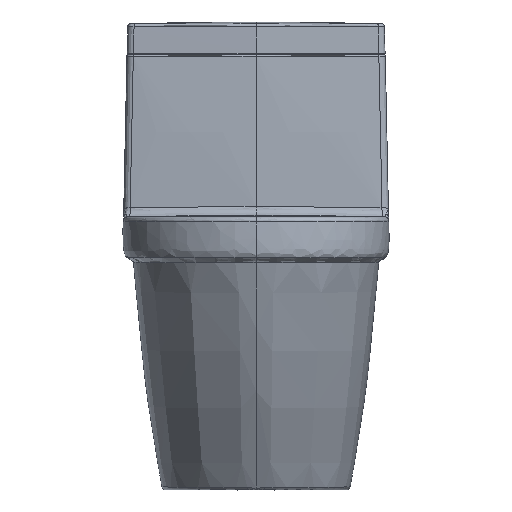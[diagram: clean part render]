
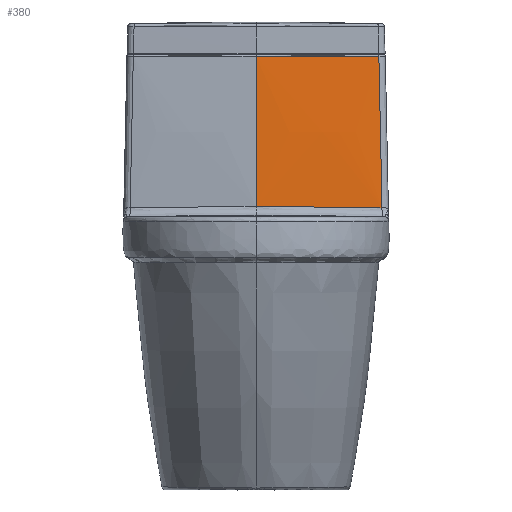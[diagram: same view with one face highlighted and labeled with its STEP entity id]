
A CAD part, front view. The second image highlights one B-rep face of the part: STEP entity #380.
In plain terms, the highlighted free-form (B-spline) face has degree [3, 2] with [13, 3] control points.
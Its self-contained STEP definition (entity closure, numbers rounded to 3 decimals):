
#380=ADVANCED_FACE('',(#736),#598,.F.);
#598=B_SPLINE_SURFACE_WITH_KNOTS('',3,2,((#15347,#15348,#15349),(#15350,
#15351,#15352),(#15353,#15354,#15355),(#15356,#15357,#15358),(#15359,#15360,
#15361),(#15362,#15363,#15364),(#15365,#15366,#15367),(#15368,#15369,#15370),
(#15371,#15372,#15373),(#15374,#15375,#15376),(#15377,#15378,#15379),(#15380,
#15381,#15382),(#15383,#15384,#15385)),.UNSPECIFIED.,.F.,.F.,.F.,(4,1,1,
1,1,1,1,1,1,1,4),(3,3),(0.,0.25,0.5,0.625,0.75,0.875,0.938,0.969,0.984,
0.992,1.),(0.,1.),.UNSPECIFIED.);
#736=FACE_OUTER_BOUND('',#988,.T.);
#988=EDGE_LOOP('',(#1571,#1572,#1573,#1574));
#1571=ORIENTED_EDGE('',*,*,#3149,.F.);
#1572=ORIENTED_EDGE('',*,*,#3150,.T.);
#1573=ORIENTED_EDGE('',*,*,#3151,.T.);
#1574=ORIENTED_EDGE('',*,*,#3117,.F.);
#2643=VERTEX_POINT('',#14689);
#2644=VERTEX_POINT('',#14694);
#2664=VERTEX_POINT('',#15328);
#2665=VERTEX_POINT('',#15333);
#3117=EDGE_CURVE('',#2643,#2644,#3767,.T.);
#3149=EDGE_CURVE('',#2664,#2643,#3794,.T.);
#3150=EDGE_CURVE('',#2664,#2665,#3795,.T.);
#3151=EDGE_CURVE('',#2665,#2644,#3796,.T.);
#3767=B_SPLINE_CURVE_WITH_KNOTS('',3,(#14690,#14691,#14692,#14693),
 .UNSPECIFIED.,.F.,.F.,(4,4),(0.,1.),.UNSPECIFIED.);
#3794=B_SPLINE_CURVE_WITH_KNOTS('',2,(#15325,#15326,#15327),
 .UNSPECIFIED.,.F.,.F.,(3,3),(0.,1.),.UNSPECIFIED.);
#3795=B_SPLINE_CURVE_WITH_KNOTS('',3,(#15329,#15330,#15331,#15332),
 .UNSPECIFIED.,.F.,.F.,(4,4),(0.,1.),.UNSPECIFIED.);
#3796=B_SPLINE_CURVE_WITH_KNOTS('',3,(#15334,#15335,#15336,#15337,#15338,
#15339,#15340,#15341,#15342,#15343,#15344,#15345,#15346),.UNSPECIFIED.,
 .F.,.F.,(4,3,3,3,4),(0.,0.101,0.48,0.859,
1.),.UNSPECIFIED.);
#14689=CARTESIAN_POINT('',(0.,-153.108,221.019));
#14690=CARTESIAN_POINT('',(0.,-153.108,221.019));
#14691=CARTESIAN_POINT('',(57.786,-153.108,221.019));
#14692=CARTESIAN_POINT('',(115.556,-150.195,221.02));
#14693=CARTESIAN_POINT('',(173.052,-144.408,221.019));
#14694=CARTESIAN_POINT('',(173.052,-144.408,221.019));
#15325=CARTESIAN_POINT('',(0.,-157.829,-11.364));
#15326=CARTESIAN_POINT('',(0.,-155.697,110.812));
#15327=CARTESIAN_POINT('',(0.,-152.829,232.973));
#15328=CARTESIAN_POINT('',(0.,-157.461,9.441));
#15329=CARTESIAN_POINT('',(0.,-157.461,9.441));
#15330=CARTESIAN_POINT('',(59.273,-157.461,9.441));
#15331=CARTESIAN_POINT('',(118.528,-154.44,8.774));
#15332=CARTESIAN_POINT('',(177.474,-148.368,7.452));
#15333=CARTESIAN_POINT('',(177.475,-148.368,7.447));
#15334=CARTESIAN_POINT('',(177.475,-148.368,7.442));
#15335=CARTESIAN_POINT('',(177.326,-148.254,14.639));
#15336=CARTESIAN_POINT('',(177.177,-148.137,21.837));
#15337=CARTESIAN_POINT('',(177.028,-148.019,29.034));
#15338=CARTESIAN_POINT('',(176.47,-147.577,56.006));
#15339=CARTESIAN_POINT('',(175.911,-147.107,82.976));
#15340=CARTESIAN_POINT('',(175.353,-146.61,109.947));
#15341=CARTESIAN_POINT('',(174.794,-146.112,136.917));
#15342=CARTESIAN_POINT('',(174.235,-145.588,163.887));
#15343=CARTESIAN_POINT('',(173.676,-145.036,190.856));
#15344=CARTESIAN_POINT('',(173.468,-144.83,200.911));
#15345=CARTESIAN_POINT('',(173.26,-144.621,210.965));
#15346=CARTESIAN_POINT('',(173.052,-144.408,221.019));
#15347=CARTESIAN_POINT('',(0.,-152.829,232.973));
#15348=CARTESIAN_POINT('',(0.,-155.697,110.812));
#15349=CARTESIAN_POINT('',(0.,-157.829,-11.364));
#15350=CARTESIAN_POINT('',(15.602,-152.829,232.973));
#15351=CARTESIAN_POINT('',(15.607,-155.697,110.812));
#15352=CARTESIAN_POINT('',(15.605,-157.829,-11.364));
#15353=CARTESIAN_POINT('',(46.806,-152.408,232.973));
#15354=CARTESIAN_POINT('',(46.82,-155.276,110.812));
#15355=CARTESIAN_POINT('',(46.815,-157.409,-11.364));
#15356=CARTESIAN_POINT('',(85.783,-150.825,232.973));
#15357=CARTESIAN_POINT('',(85.809,-153.694,110.812));
#15358=CARTESIAN_POINT('',(85.798,-155.829,-11.364));
#15359=CARTESIAN_POINT('',(116.929,-148.921,232.973));
#15360=CARTESIAN_POINT('',(116.965,-151.793,110.812));
#15361=CARTESIAN_POINT('',(116.951,-153.932,-11.364));
#15362=CARTESIAN_POINT('',(140.267,-147.174,232.973));
#15363=CARTESIAN_POINT('',(140.31,-150.05,110.812));
#15364=CARTESIAN_POINT('',(140.294,-152.191,-11.364));
#15365=CARTESIAN_POINT('',(159.695,-145.458,232.973));
#15366=CARTESIAN_POINT('',(159.743,-148.332,110.812));
#15367=CARTESIAN_POINT('',(159.724,-150.475,-11.364));
#15368=CARTESIAN_POINT('',(173.28,-144.109,232.973));
#15369=CARTESIAN_POINT('',(173.333,-146.99,110.812));
#15370=CARTESIAN_POINT('',(173.313,-149.135,-11.364));
#15371=CARTESIAN_POINT('',(180.07,-143.412,232.973));
#15372=CARTESIAN_POINT('',(180.125,-146.284,110.811));
#15373=CARTESIAN_POINT('',(180.103,-148.43,-11.364));
#15374=CARTESIAN_POINT('',(183.463,-143.036,232.973));
#15375=CARTESIAN_POINT('',(183.52,-145.922,110.812));
#15376=CARTESIAN_POINT('',(183.498,-148.069,-11.364));
#15377=CARTESIAN_POINT('',(185.403,-142.85,232.973));
#15378=CARTESIAN_POINT('',(185.459,-145.713,110.811));
#15379=CARTESIAN_POINT('',(185.437,-147.86,-11.364));
#15380=CARTESIAN_POINT('',(186.371,-142.702,232.973));
#15381=CARTESIAN_POINT('',(186.43,-145.607,110.812));
#15382=CARTESIAN_POINT('',(186.407,-147.755,-11.364));
#15383=CARTESIAN_POINT('',(186.858,-142.702,232.973));
#15384=CARTESIAN_POINT('',(186.913,-145.554,110.811));
#15385=CARTESIAN_POINT('',(186.891,-147.702,-11.364));
